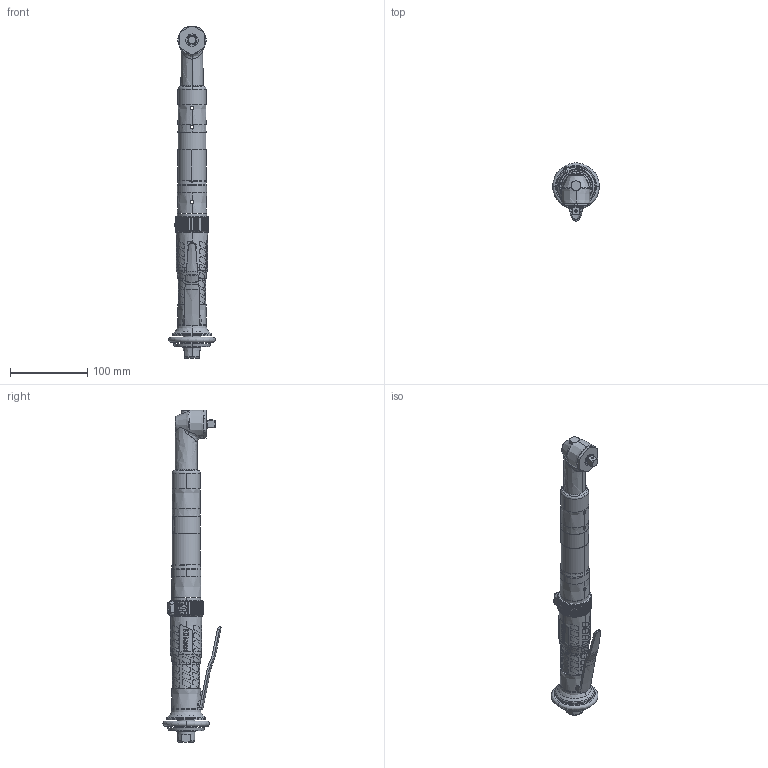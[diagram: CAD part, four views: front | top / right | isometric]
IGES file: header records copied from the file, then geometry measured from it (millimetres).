
Start section:  PTC IGES file: 34raa75az3.igs
Global section: file name: 34raa75az3.igs; native system: Pro/ENGINEER by Parametric Technology Corporation; preprocessor: 2007390; author: BBFF4; organization: Unknown; date: 20090204.125049; units: inch
Bounding box: 60.45 x 75.65 x 430.58 mm (x, y, z)
Surface area: 83641.7 mm2 (no closed solid volume)
Topology: 0 solids, 0 shells, 445 faces, 2744 edges, 2740 vertices
Faces by surface type: revolution 340, bspline 103, extrusion 2
